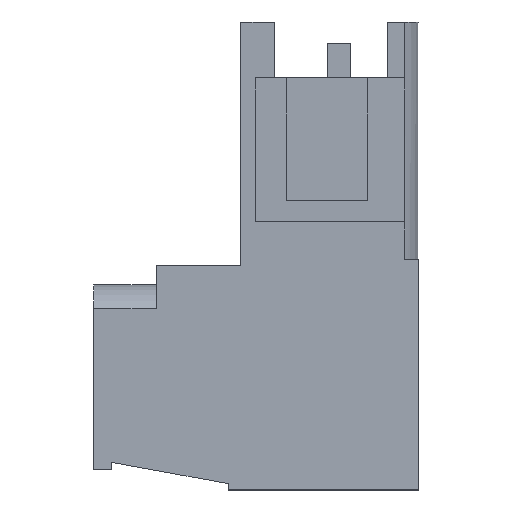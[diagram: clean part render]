
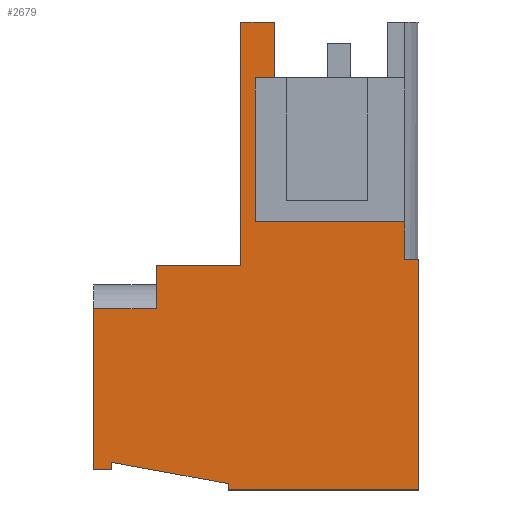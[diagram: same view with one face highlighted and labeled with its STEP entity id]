
A CAD part, left-side view. The second image highlights one B-rep face of the part: STEP entity #2679.
In plain terms, the highlighted planar face has unit normal (-1, 0, 0).
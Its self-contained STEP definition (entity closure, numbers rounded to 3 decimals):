
#905=AXIS2_PLACEMENT_3D('Plane Axis2P3D',#902,#903,#904) ;
#902=CARTESIAN_POINT('Axis2P3D Location',(0.98,3.66,22.05)) ;
#952=CARTESIAN_POINT('Vertex',(0.98,0.65,12.635)) ;
#955=CARTESIAN_POINT('Line Origine',(0.98,0.65,11.743)) ;
#959=CARTESIAN_POINT('Vertex',(0.98,0.65,10.85)) ;
#1529=CARTESIAN_POINT('Vertex',(0.98,6.785,22.05)) ;
#1532=CARTESIAN_POINT('Line Origine',(0.98,6.785,20.732)) ;
#1536=CARTESIAN_POINT('Vertex',(0.98,6.785,19.415)) ;
#2459=CARTESIAN_POINT('Line Origine',(0.98,7.23,19.415)) ;
#2463=CARTESIAN_POINT('Vertex',(0.98,7.675,19.415)) ;
#2549=CARTESIAN_POINT('Vertex',(0.98,7.675,12.635)) ;
#2552=CARTESIAN_POINT('Line Origine',(0.98,4.163,12.635)) ;
#2565=CARTESIAN_POINT('Line Origine',(0.98,7.675,16.025)) ;
#2570=CARTESIAN_POINT('Line Origine',(0.98,7.575,22.05)) ;
#2574=CARTESIAN_POINT('Vertex',(0.98,8.365,22.05)) ;
#2577=CARTESIAN_POINT('Line Origine',(0.98,8.365,16.318)) ;
#2581=CARTESIAN_POINT('Vertex',(0.98,8.365,10.586)) ;
#2584=CARTESIAN_POINT('Line Origine',(0.98,10.358,10.586)) ;
#2588=CARTESIAN_POINT('Vertex',(0.98,12.35,10.586)) ;
#2591=CARTESIAN_POINT('Line Origine',(0.98,12.35,9.568)) ;
#2595=CARTESIAN_POINT('Vertex',(0.98,12.35,8.55)) ;
#2598=CARTESIAN_POINT('Line Origine',(0.98,13.825,8.55)) ;
#2602=CARTESIAN_POINT('Vertex',(0.98,15.3,8.55)) ;
#2605=CARTESIAN_POINT('Line Origine',(0.98,15.3,4.75)) ;
#2609=CARTESIAN_POINT('Vertex',(0.98,15.3,0.95)) ;
#2612=CARTESIAN_POINT('Line Origine',(0.98,14.875,0.95)) ;
#2616=CARTESIAN_POINT('Vertex',(0.98,14.45,0.95)) ;
#2619=CARTESIAN_POINT('Line Origine',(0.98,14.45,1.127)) ;
#2623=CARTESIAN_POINT('Vertex',(0.98,14.45,1.303)) ;
#2626=CARTESIAN_POINT('Line Origine',(0.98,11.705,0.801)) ;
#2630=CARTESIAN_POINT('Vertex',(0.98,8.961,0.299)) ;
#2633=CARTESIAN_POINT('Line Origine',(0.98,8.961,0.149)) ;
#2637=CARTESIAN_POINT('Vertex',(0.98,8.961,0.)) ;
#2640=CARTESIAN_POINT('Line Origine',(0.98,4.48,0.)) ;
#2644=CARTESIAN_POINT('Vertex',(0.98,0.,0.)) ;
#2647=CARTESIAN_POINT('Line Origine',(0.98,0.,5.425)) ;
#2651=CARTESIAN_POINT('Vertex',(0.98,0.,10.85)) ;
#2654=CARTESIAN_POINT('Line Origine',(0.98,0.325,10.85)) ;
#903=DIRECTION('Axis2P3D Direction',(1.,0.,0.)) ;
#904=DIRECTION('Axis2P3D XDirection',(0.,1.,0.)) ;
#956=DIRECTION('Vector Direction',(0.,0.,-1.)) ;
#1533=DIRECTION('Vector Direction',(0.,0.,1.)) ;
#2460=DIRECTION('Vector Direction',(0.,-1.,0.)) ;
#2553=DIRECTION('Vector Direction',(0.,-1.,0.)) ;
#2566=DIRECTION('Vector Direction',(0.,0.,-1.)) ;
#2571=DIRECTION('Vector Direction',(0.,-1.,0.)) ;
#2578=DIRECTION('Vector Direction',(0.,0.,-1.)) ;
#2585=DIRECTION('Vector Direction',(0.,-1.,0.)) ;
#2592=DIRECTION('Vector Direction',(0.,0.,1.)) ;
#2599=DIRECTION('Vector Direction',(0.,-1.,0.)) ;
#2606=DIRECTION('Vector Direction',(0.,0.,1.)) ;
#2613=DIRECTION('Vector Direction',(0.,1.,0.)) ;
#2620=DIRECTION('Vector Direction',(0.,0.,-1.)) ;
#2627=DIRECTION('Vector Direction',(0.,-0.984,-0.18)) ;
#2634=DIRECTION('Vector Direction',(0.,0.,-1.)) ;
#2641=DIRECTION('Vector Direction',(0.,-1.,0.)) ;
#2648=DIRECTION('Vector Direction',(0.,0.,-1.)) ;
#2655=DIRECTION('Vector Direction',(0.,-1.,0.)) ;
#957=VECTOR('Line Direction',#956,1.) ;
#1534=VECTOR('Line Direction',#1533,1.) ;
#2461=VECTOR('Line Direction',#2460,1.) ;
#2554=VECTOR('Line Direction',#2553,1.) ;
#2567=VECTOR('Line Direction',#2566,1.) ;
#2572=VECTOR('Line Direction',#2571,1.) ;
#2579=VECTOR('Line Direction',#2578,1.) ;
#2586=VECTOR('Line Direction',#2585,1.) ;
#2593=VECTOR('Line Direction',#2592,1.) ;
#2600=VECTOR('Line Direction',#2599,1.) ;
#2607=VECTOR('Line Direction',#2606,1.) ;
#2614=VECTOR('Line Direction',#2613,1.) ;
#2621=VECTOR('Line Direction',#2620,1.) ;
#2628=VECTOR('Line Direction',#2627,1.) ;
#2635=VECTOR('Line Direction',#2634,1.) ;
#2642=VECTOR('Line Direction',#2641,1.) ;
#2649=VECTOR('Line Direction',#2648,1.) ;
#2656=VECTOR('Line Direction',#2655,1.) ;
#2660=ORIENTED_EDGE('',*,*,#2556,.F.) ;
#2661=ORIENTED_EDGE('',*,*,#2569,.T.) ;
#2662=ORIENTED_EDGE('',*,*,#2465,.T.) ;
#2663=ORIENTED_EDGE('',*,*,#1538,.T.) ;
#2664=ORIENTED_EDGE('',*,*,#2576,.F.) ;
#2665=ORIENTED_EDGE('',*,*,#2583,.T.) ;
#2666=ORIENTED_EDGE('',*,*,#2590,.F.) ;
#2667=ORIENTED_EDGE('',*,*,#2597,.F.) ;
#2668=ORIENTED_EDGE('',*,*,#2604,.F.) ;
#2669=ORIENTED_EDGE('',*,*,#2611,.F.) ;
#2670=ORIENTED_EDGE('',*,*,#2618,.F.) ;
#2671=ORIENTED_EDGE('',*,*,#2625,.F.) ;
#2672=ORIENTED_EDGE('',*,*,#2632,.T.) ;
#2673=ORIENTED_EDGE('',*,*,#2639,.T.) ;
#2674=ORIENTED_EDGE('',*,*,#2646,.T.) ;
#2675=ORIENTED_EDGE('',*,*,#2653,.F.) ;
#2676=ORIENTED_EDGE('',*,*,#2658,.F.) ;
#2677=ORIENTED_EDGE('',*,*,#961,.F.) ;
#2679=ADVANCED_FACE('HOUSING',(#2678),#906,.F.) ;
#961=EDGE_CURVE('',#953,#960,#958,.T.) ;
#1538=EDGE_CURVE('',#1537,#1530,#1535,.T.) ;
#2465=EDGE_CURVE('',#2464,#1537,#2462,.T.) ;
#2556=EDGE_CURVE('',#2550,#953,#2555,.T.) ;
#2569=EDGE_CURVE('',#2550,#2464,#2568,.F.) ;
#2576=EDGE_CURVE('',#2575,#1530,#2573,.T.) ;
#2583=EDGE_CURVE('',#2575,#2582,#2580,.T.) ;
#2590=EDGE_CURVE('',#2589,#2582,#2587,.T.) ;
#2597=EDGE_CURVE('',#2596,#2589,#2594,.T.) ;
#2604=EDGE_CURVE('',#2603,#2596,#2601,.T.) ;
#2611=EDGE_CURVE('',#2610,#2603,#2608,.T.) ;
#2618=EDGE_CURVE('',#2617,#2610,#2615,.T.) ;
#2625=EDGE_CURVE('',#2624,#2617,#2622,.T.) ;
#2632=EDGE_CURVE('',#2624,#2631,#2629,.T.) ;
#2639=EDGE_CURVE('',#2631,#2638,#2636,.T.) ;
#2646=EDGE_CURVE('',#2638,#2645,#2643,.T.) ;
#2653=EDGE_CURVE('',#2652,#2645,#2650,.T.) ;
#2658=EDGE_CURVE('',#960,#2652,#2657,.T.) ;
#2659=EDGE_LOOP('',(#2660,#2661,#2662,#2663,#2664,#2665,#2666,#2667,#2668,#2669,#2670,#2671,#2672,#2673,#2674,#2675,#2676,#2677)) ;
#2678=FACE_OUTER_BOUND('',#2659,.T.) ;
#958=LINE('Line',#955,#957) ;
#1535=LINE('Line',#1532,#1534) ;
#2462=LINE('Line',#2459,#2461) ;
#2555=LINE('Line',#2552,#2554) ;
#2568=LINE('Line',#2565,#2567) ;
#2573=LINE('Line',#2570,#2572) ;
#2580=LINE('Line',#2577,#2579) ;
#2587=LINE('Line',#2584,#2586) ;
#2594=LINE('Line',#2591,#2593) ;
#2601=LINE('Line',#2598,#2600) ;
#2608=LINE('Line',#2605,#2607) ;
#2615=LINE('Line',#2612,#2614) ;
#2622=LINE('Line',#2619,#2621) ;
#2629=LINE('Line',#2626,#2628) ;
#2636=LINE('Line',#2633,#2635) ;
#2643=LINE('Line',#2640,#2642) ;
#2650=LINE('Line',#2647,#2649) ;
#2657=LINE('Line',#2654,#2656) ;
#906=PLANE('',#905) ;
#953=VERTEX_POINT('',#952) ;
#960=VERTEX_POINT('',#959) ;
#1530=VERTEX_POINT('',#1529) ;
#1537=VERTEX_POINT('',#1536) ;
#2464=VERTEX_POINT('',#2463) ;
#2550=VERTEX_POINT('',#2549) ;
#2575=VERTEX_POINT('',#2574) ;
#2582=VERTEX_POINT('',#2581) ;
#2589=VERTEX_POINT('',#2588) ;
#2596=VERTEX_POINT('',#2595) ;
#2603=VERTEX_POINT('',#2602) ;
#2610=VERTEX_POINT('',#2609) ;
#2617=VERTEX_POINT('',#2616) ;
#2624=VERTEX_POINT('',#2623) ;
#2631=VERTEX_POINT('',#2630) ;
#2638=VERTEX_POINT('',#2637) ;
#2645=VERTEX_POINT('',#2644) ;
#2652=VERTEX_POINT('',#2651) ;
